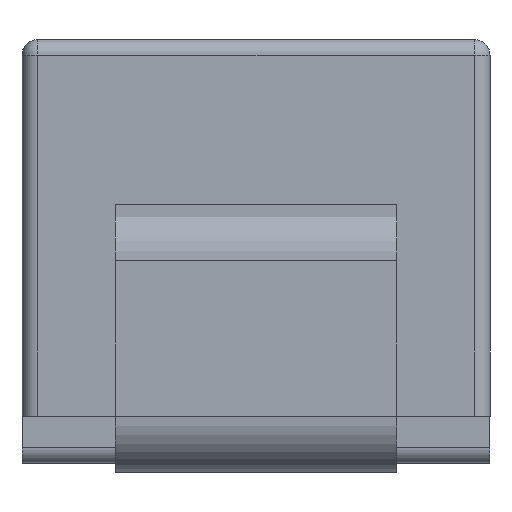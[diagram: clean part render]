
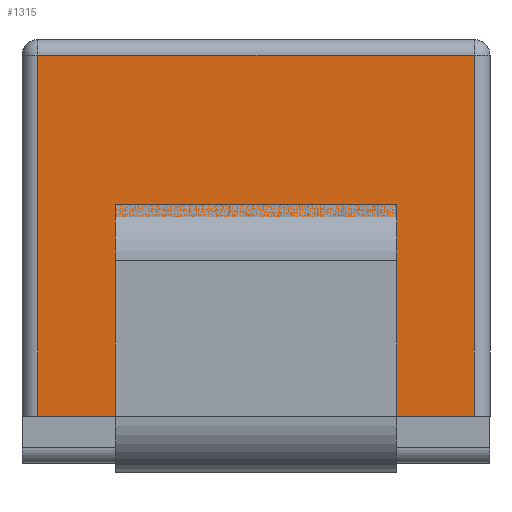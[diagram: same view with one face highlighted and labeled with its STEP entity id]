
A CAD part, left-side view. The second image highlights one B-rep face of the part: STEP entity #1315.
In plain terms, the highlighted planar face has unit normal (-1, 0, 0).
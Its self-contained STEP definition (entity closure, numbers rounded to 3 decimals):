
#1276 = CARTESIAN_POINT ( 'NONE',  ( -2.158, -1.159, 2.217 ) ) ;
#1277 = VERTEX_POINT ( 'NONE', #1276 ) ;
#1278 = CARTESIAN_POINT ( 'NONE',  ( -2.158, 1.159, 2.217 ) ) ;
#1279 = VERTEX_POINT ( 'NONE', #1278 ) ;
#1280 = CARTESIAN_POINT ( 'NONE',  ( -2.158, -1.243, 2.217 ) ) ;
#1281 = DIRECTION ( 'NONE',  ( 0., 1., 0. ) ) ;
#1282 = VECTOR ( 'NONE', #1281, 1000. ) ;
#1283 = LINE ( 'NONE', #1280, #1282 ) ;
#1284 = EDGE_CURVE ( 'NONE', #1277, #1279, #1283, .T. ) ;
#1285 = ORIENTED_EDGE ( 'NONE', *, *, #1284, .T. ) ;
#1286 = CARTESIAN_POINT ( 'NONE',  ( -2.158, 1.159, 0.3 ) ) ;
#1287 = VERTEX_POINT ( 'NONE', #1286 ) ;
#1288 = CARTESIAN_POINT ( 'NONE',  ( -2.158, 1.159, 2.3 ) ) ;
#1289 = DIRECTION ( 'NONE',  ( 0., 0., -1. ) ) ;
#1290 = VECTOR ( 'NONE', #1289, 1000. ) ;
#1291 = LINE ( 'NONE', #1288, #1290 ) ;
#1292 = EDGE_CURVE ( 'NONE', #1279, #1287, #1291, .T. ) ;
#1293 = ORIENTED_EDGE ( 'NONE', *, *, #1292, .T. ) ;
#1294 = CARTESIAN_POINT ( 'NONE',  ( -2.158, -1.159, 0.3 ) ) ;
#1295 = VERTEX_POINT ( 'NONE', #1294 ) ;
#1296 = CARTESIAN_POINT ( 'NONE',  ( -2.158, 1.243, 0.3 ) ) ;
#1297 = DIRECTION ( 'NONE',  ( 0., -1., 0. ) ) ;
#1298 = VECTOR ( 'NONE', #1297, 1000. ) ;
#1299 = LINE ( 'NONE', #1296, #1298 ) ;
#1300 = EDGE_CURVE ( 'NONE', #1287, #1295, #1299, .T. ) ;
#1301 = ORIENTED_EDGE ( 'NONE', *, *, #1300, .T. ) ;
#1302 = CARTESIAN_POINT ( 'NONE',  ( -2.158, -1.159, 2.3 ) ) ;
#1303 = DIRECTION ( 'NONE',  ( 0., 0., 1. ) ) ;
#1304 = VECTOR ( 'NONE', #1303, 1000. ) ;
#1305 = LINE ( 'NONE', #1302, #1304 ) ;
#1306 = EDGE_CURVE ( 'NONE', #1295, #1277, #1305, .T. ) ;
#1307 = ORIENTED_EDGE ( 'NONE', *, *, #1306, .T. ) ;
#1308 = EDGE_LOOP ( 'NONE', ( #1285, #1293, #1301, #1307 ) ) ;
#1309 = FACE_OUTER_BOUND ( 'NONE', #1308, .T. ) ;
#1310 = CARTESIAN_POINT ( 'NONE',  ( -2.158, -1.243, 2.3 ) ) ;
#1311 = DIRECTION ( 'NONE',  ( 1., 0., 0. ) ) ;
#1312 = DIRECTION ( 'NONE',  ( 0., 1., 0. ) ) ;
#1313 = AXIS2_PLACEMENT_3D ( 'NONE', #1310, #1311, #1312 ) ;
#1314 = PLANE ( 'NONE', #1313 ) ;
#1315 = ADVANCED_FACE ( 'NONE', ( #1309 ), #1314, .F. ) ;
